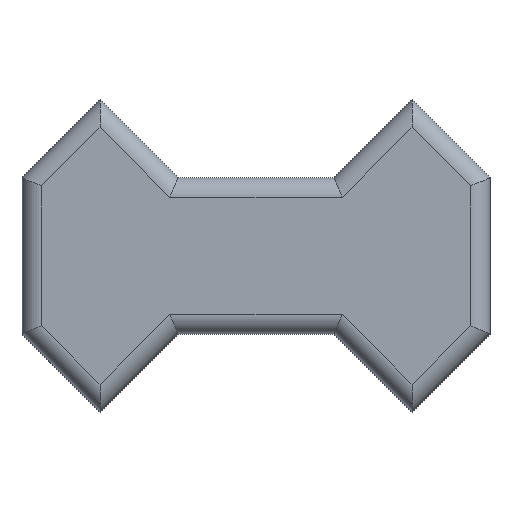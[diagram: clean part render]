
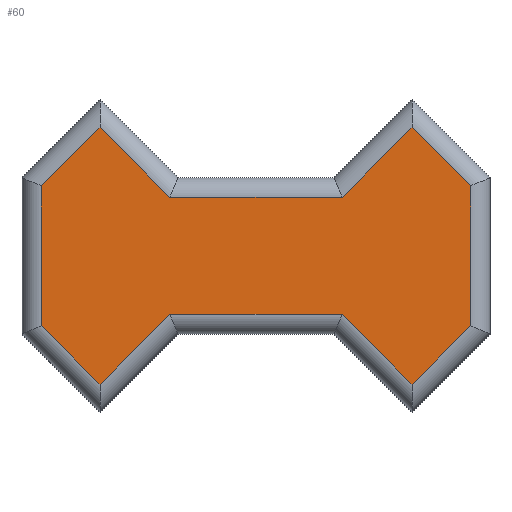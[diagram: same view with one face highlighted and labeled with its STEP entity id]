
A CAD part, top view. The second image highlights one B-rep face of the part: STEP entity #60.
In plain terms, the highlighted planar face has unit normal (0, 0, 1).
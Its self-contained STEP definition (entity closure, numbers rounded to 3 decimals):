
#60=ADVANCED_FACE('',(#170),#172,.T.);
#170=FACE_BOUND('',#171,.T.);
#171=EDGE_LOOP('',(#400,#401,#402,#403,#404,#405,#406,#407,#408,#409,#410,#411));
#172=PLANE('',#173);
#173=AXIS2_PLACEMENT_3D('',#174,#175,#176);
#174=CARTESIAN_POINT('',(0.,0.,6.));
#175=DIRECTION('',(0.,0.,1.));
#176=DIRECTION('',(-1.,0.,0.));
#400=ORIENTED_EDGE('',*,*,#556,.T.);
#401=ORIENTED_EDGE('',*,*,#557,.T.);
#402=ORIENTED_EDGE('',*,*,#558,.T.);
#403=ORIENTED_EDGE('',*,*,#559,.T.);
#404=ORIENTED_EDGE('',*,*,#560,.T.);
#405=ORIENTED_EDGE('',*,*,#561,.T.);
#406=ORIENTED_EDGE('',*,*,#562,.T.);
#407=ORIENTED_EDGE('',*,*,#563,.T.);
#408=ORIENTED_EDGE('',*,*,#564,.T.);
#409=ORIENTED_EDGE('',*,*,#565,.T.);
#410=ORIENTED_EDGE('',*,*,#566,.T.);
#411=ORIENTED_EDGE('',*,*,#567,.T.);
#556=EDGE_CURVE('',#664,#665,#666,.T.);
#557=EDGE_CURVE('',#665,#667,#668,.T.);
#558=EDGE_CURVE('',#667,#669,#670,.T.);
#559=EDGE_CURVE('',#669,#671,#672,.T.);
#560=EDGE_CURVE('',#671,#673,#674,.T.);
#561=EDGE_CURVE('',#673,#675,#676,.T.);
#562=EDGE_CURVE('',#675,#677,#678,.T.);
#563=EDGE_CURVE('',#677,#679,#680,.T.);
#564=EDGE_CURVE('',#679,#681,#682,.T.);
#565=EDGE_CURVE('',#681,#683,#684,.T.);
#566=EDGE_CURVE('',#683,#685,#686,.T.);
#567=EDGE_CURVE('',#685,#664,#687,.T.);
#664=VERTEX_POINT('',#868);
#665=VERTEX_POINT('',#869);
#666=LINE('',#870,#871);
#667=VERTEX_POINT('',#873);
#668=LINE('',#874,#875);
#669=VERTEX_POINT('',#877);
#670=LINE('',#878,#879);
#671=VERTEX_POINT('',#881);
#672=LINE('',#882,#883);
#673=VERTEX_POINT('',#885);
#674=LINE('',#886,#887);
#675=VERTEX_POINT('',#889);
#676=LINE('',#890,#891);
#677=VERTEX_POINT('',#893);
#678=LINE('',#894,#895);
#679=VERTEX_POINT('',#897);
#680=LINE('',#898,#899);
#681=VERTEX_POINT('',#901);
#682=LINE('',#902,#903);
#683=VERTEX_POINT('',#905);
#684=LINE('',#906,#907);
#685=VERTEX_POINT('',#909);
#686=LINE('',#910,#911);
#687=LINE('',#913,#914);
#868=CARTESIAN_POINT('',(-2.207,-1.5,6.));
#869=CARTESIAN_POINT('',(2.207,-1.5,6.));
#870=CARTESIAN_POINT('',(-2.207,-1.5,6.));
#871=VECTOR('',#872,1.);
#872=DIRECTION('',(1.,0.,0.));
#873=CARTESIAN_POINT('',(4.,-3.293,6.));
#874=CARTESIAN_POINT('',(2.207,-1.5,6.));
#875=VECTOR('',#876,1.);
#876=DIRECTION('',(0.707,-0.707,0.));
#877=CARTESIAN_POINT('',(5.5,-1.793,6.));
#878=CARTESIAN_POINT('',(4.,-3.293,6.));
#879=VECTOR('',#880,1.);
#880=DIRECTION('',(0.707,0.707,0.));
#881=CARTESIAN_POINT('',(5.5,1.793,6.));
#882=CARTESIAN_POINT('',(5.5,-1.793,6.));
#883=VECTOR('',#884,1.);
#884=DIRECTION('',(0.,1.,0.));
#885=CARTESIAN_POINT('',(4.,3.293,6.));
#886=CARTESIAN_POINT('',(5.5,1.793,6.));
#887=VECTOR('',#888,1.);
#888=DIRECTION('',(-0.707,0.707,0.));
#889=CARTESIAN_POINT('',(2.207,1.5,6.));
#890=CARTESIAN_POINT('',(4.,3.293,6.));
#891=VECTOR('',#892,1.);
#892=DIRECTION('',(-0.707,-0.707,0.));
#893=CARTESIAN_POINT('',(-2.207,1.5,6.));
#894=CARTESIAN_POINT('',(2.207,1.5,6.));
#895=VECTOR('',#896,1.);
#896=DIRECTION('',(-1.,0.,0.));
#897=CARTESIAN_POINT('',(-4.,3.293,6.));
#898=CARTESIAN_POINT('',(-2.207,1.5,6.));
#899=VECTOR('',#900,1.);
#900=DIRECTION('',(-0.707,0.707,0.));
#901=CARTESIAN_POINT('',(-5.5,1.793,6.));
#902=CARTESIAN_POINT('',(-4.,3.293,6.));
#903=VECTOR('',#904,1.);
#904=DIRECTION('',(-0.707,-0.707,0.));
#905=CARTESIAN_POINT('',(-5.5,-1.793,6.));
#906=CARTESIAN_POINT('',(-5.5,1.793,6.));
#907=VECTOR('',#908,1.);
#908=DIRECTION('',(0.,-1.,0.));
#909=CARTESIAN_POINT('',(-4.,-3.293,6.));
#910=CARTESIAN_POINT('',(-5.5,-1.793,6.));
#911=VECTOR('',#912,1.);
#912=DIRECTION('',(0.707,-0.707,0.));
#913=CARTESIAN_POINT('',(-4.,-3.293,6.));
#914=VECTOR('',#915,1.);
#915=DIRECTION('',(0.707,0.707,0.));
